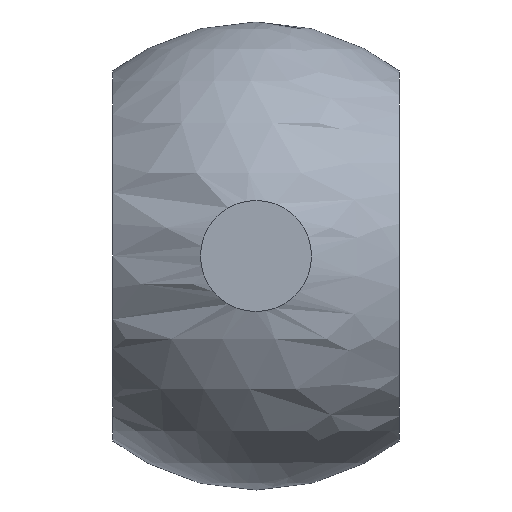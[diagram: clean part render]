
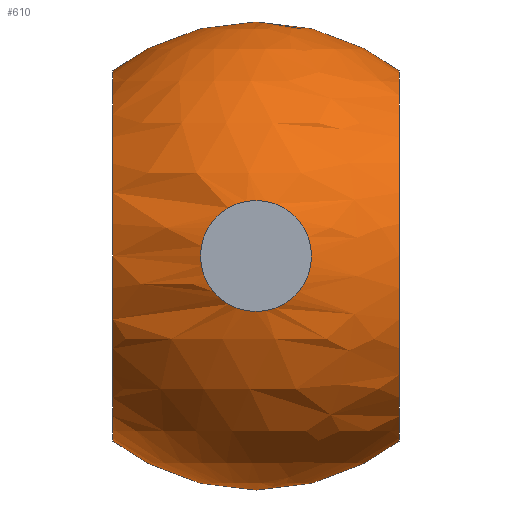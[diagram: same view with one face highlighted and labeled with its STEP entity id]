
A CAD part, front view. The second image highlights one B-rep face of the part: STEP entity #610.
In plain terms, the highlighted spherical face has radius 24.5 mm.
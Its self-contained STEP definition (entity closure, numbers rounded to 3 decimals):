
#557=CARTESIAN_POINT('',(0.,-23.8,-5.815));
#558=VERTEX_POINT('',#557);
#559=CARTESIAN_POINT('',(0.0,-23.8,0.0));
#560=DIRECTION('',(0.0,1.0,0.0));
#561=DIRECTION('',(0.0,0.0,-1.0));
#562=AXIS2_PLACEMENT_3D('',#559,#560,#561);
#563=CIRCLE('',#562,5.815);
#564=EDGE_CURVE('',#558,#558,#563,.T.);
#569=CARTESIAN_POINT('',(0.0,0.0,0.0));
#570=DIRECTION('',(0.0,0.0,1.0));
#571=DIRECTION('',(1.0,0.0,0.0));
#572=AXIS2_PLACEMENT_3D('',#569,#570,#571);
#573=SPHERICAL_SURFACE('',#572,24.5);
#574=ORIENTED_EDGE('',*,*,#564,.T.);
#575=EDGE_LOOP('',(#574));
#576=FACE_OUTER_BOUND('',#575,.T.);
#577=CARTESIAN_POINT('',(15.0,0.0,-19.371));
#578=VERTEX_POINT('',#577);
#579=CARTESIAN_POINT('',(15.0,0.0,0.));
#580=DIRECTION('',(-1.0,0.0,0.0));
#581=DIRECTION('',(0.0,0.0,-1.0));
#582=AXIS2_PLACEMENT_3D('',#579,#580,#581);
#583=CIRCLE('',#582,19.371);
#584=EDGE_CURVE('',#578,#578,#583,.T.);
#585=ORIENTED_EDGE('',*,*,#584,.T.);
#586=EDGE_LOOP('',(#585));
#587=FACE_BOUND('',#586,.T.);
#588=CARTESIAN_POINT('',(-15.0,0.0,19.371));
#589=VERTEX_POINT('',#588);
#590=CARTESIAN_POINT('',(-15.0,0.0,0.0));
#591=DIRECTION('',(1.0,0.0,0.0));
#592=DIRECTION('',(0.0,0.0,1.0));
#593=AXIS2_PLACEMENT_3D('',#590,#591,#592);
#594=CIRCLE('',#593,19.371);
#595=EDGE_CURVE('',#589,#589,#594,.T.);
#596=ORIENTED_EDGE('',*,*,#595,.T.);
#597=EDGE_LOOP('',(#596));
#598=FACE_BOUND('',#597,.T.);
#599=CARTESIAN_POINT('',(0.,20.477,13.451));
#600=VERTEX_POINT('',#599);
#601=CARTESIAN_POINT('',(0.0,20.477,0.0));
#602=DIRECTION('',(0.0,-1.0,0.0));
#603=DIRECTION('',(0.0,0.0,1.0));
#604=AXIS2_PLACEMENT_3D('',#601,#602,#603);
#605=CIRCLE('',#604,13.451);
#606=EDGE_CURVE('',#600,#600,#605,.T.);
#607=ORIENTED_EDGE('',*,*,#606,.T.);
#608=EDGE_LOOP('',(#607));
#609=FACE_BOUND('',#608,.T.);
#610=ADVANCED_FACE('',(#576,#587,#598,#609),#573,.T.);
